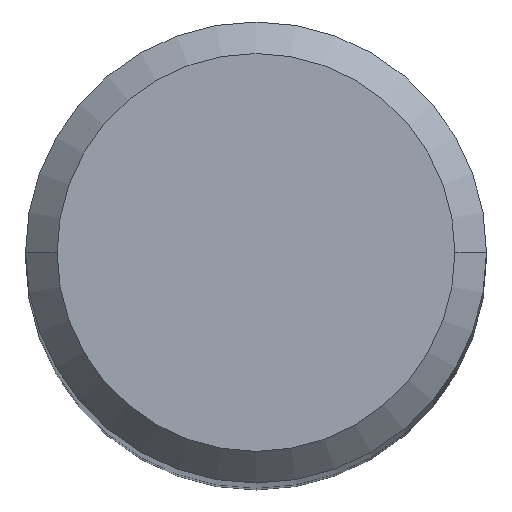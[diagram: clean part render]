
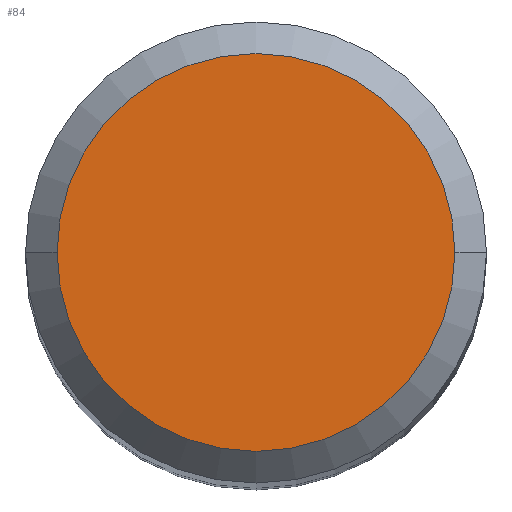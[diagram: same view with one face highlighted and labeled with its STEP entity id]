
A CAD part, top view. The second image highlights one B-rep face of the part: STEP entity #84.
In plain terms, the highlighted planar face has unit normal (0, 0, 1).
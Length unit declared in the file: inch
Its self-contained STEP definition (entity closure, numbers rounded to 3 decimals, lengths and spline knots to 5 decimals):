
#12 = EDGE_CURVE ( 'NONE', #91, #166, #272, .T. ) ;
#21 = FACE_OUTER_BOUND ( 'NONE', #246, .T. ) ;
#33 = DIRECTION ( 'NONE',  ( 1., 0., 0. ) ) ;
#65 = ORIENTED_EDGE ( 'NONE', *, *, #12, .T. ) ;
#72 = CARTESIAN_POINT ( 'NONE',  ( 0., 0., 2. ) ) ;
#81 = ORIENTED_EDGE ( 'NONE', *, *, #111, .T. ) ;
#84 = ADVANCED_FACE ( 'NONE', ( #21 ), #301, .T. ) ;
#91 = VERTEX_POINT ( 'NONE', #319 ) ;
#111 = EDGE_CURVE ( 'NONE', #166, #91, #123, .T. ) ;
#118 = DIRECTION ( 'NONE',  ( 0., 0., 1. ) ) ;
#123 = CIRCLE ( 'NONE', #165, 0.0944 ) ;
#128 = DIRECTION ( 'NONE',  ( 0., 0., 1. ) ) ;
#165 = AXIS2_PLACEMENT_3D ( 'NONE', #227, #274, #203 ) ;
#166 = VERTEX_POINT ( 'NONE', #179 ) ;
#174 = AXIS2_PLACEMENT_3D ( 'NONE', #261, #118, #240 ) ;
#179 = CARTESIAN_POINT ( 'NONE',  ( 0.0944, 0., 2. ) ) ;
#203 = DIRECTION ( 'NONE',  ( 1., 0., 0. ) ) ;
#227 = CARTESIAN_POINT ( 'NONE',  ( 0., 0., 2. ) ) ;
#240 = DIRECTION ( 'NONE',  ( 1., 0., 0. ) ) ;
#246 = EDGE_LOOP ( 'NONE', ( #65, #81 ) ) ;
#261 = CARTESIAN_POINT ( 'NONE',  ( 0., 0., 2. ) ) ;
#272 = CIRCLE ( 'NONE', #174, 0.0944 ) ;
#274 = DIRECTION ( 'NONE',  ( 0., 0., 1. ) ) ;
#296 = AXIS2_PLACEMENT_3D ( 'NONE', #72, #128, #33 ) ;
#301 = PLANE ( 'NONE',  #296 ) ;
#319 = CARTESIAN_POINT ( 'NONE',  ( -0.0944, 0., 2. ) ) ;
